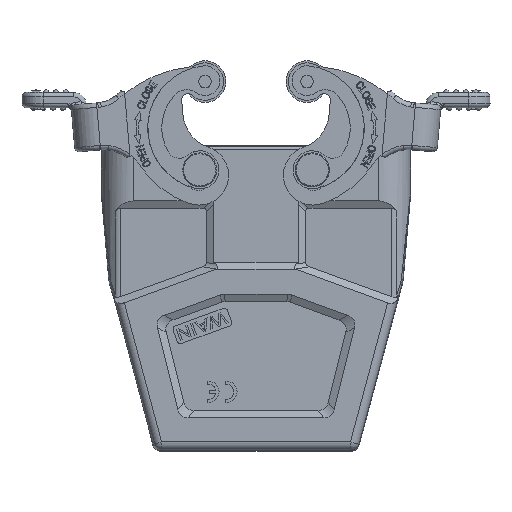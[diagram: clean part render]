
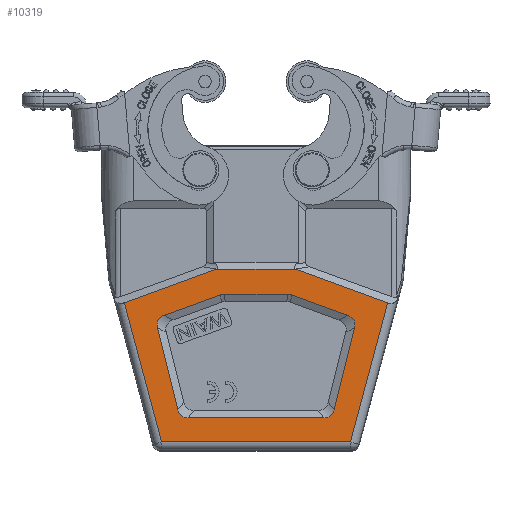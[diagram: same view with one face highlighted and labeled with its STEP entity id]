
A CAD part, front view. The second image highlights one B-rep face of the part: STEP entity #10319.
In plain terms, the highlighted planar face has unit normal (0, -1, 0).
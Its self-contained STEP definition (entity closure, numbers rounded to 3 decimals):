
#7404=ELLIPSE('',#33973,12.156,5.);
#7405=ELLIPSE('',#33976,12.156,5.);
#7406=ELLIPSE('',#33979,12.766,5.);
#7407=ELLIPSE('',#33982,10.116,5.);
#7408=ELLIPSE('',#33985,10.116,5.);
#7409=ELLIPSE('',#33988,12.766,5.);
#7969=FACE_BOUND('',#13949,.T.);
#7970=FACE_BOUND('',#13950,.T.);
#8769=PLANE('',#36291);
#10319=ADVANCED_FACE('',(#7969,#7970),#8769,.F.);
#13949=EDGE_LOOP('',(#22937,#22938,#22939,#22940,#22941,#22942,#22943,#22944,
#22945,#22946,#22947,#22948));
#13950=EDGE_LOOP('',(#22949,#22950,#22951,#22952,#22953,#22954));
#22937=ORIENTED_EDGE('',*,*,#25715,.T.);
#22938=ORIENTED_EDGE('',*,*,#25713,.F.);
#22939=ORIENTED_EDGE('',*,*,#25711,.T.);
#22940=ORIENTED_EDGE('',*,*,#25709,.T.);
#22941=ORIENTED_EDGE('',*,*,#25707,.T.);
#22942=ORIENTED_EDGE('',*,*,#25705,.F.);
#22943=ORIENTED_EDGE('',*,*,#25703,.T.);
#22944=ORIENTED_EDGE('',*,*,#25701,.T.);
#22945=ORIENTED_EDGE('',*,*,#25699,.T.);
#22946=ORIENTED_EDGE('',*,*,#25697,.T.);
#22947=ORIENTED_EDGE('',*,*,#25695,.F.);
#22948=ORIENTED_EDGE('',*,*,#25716,.T.);
#22949=ORIENTED_EDGE('',*,*,#29248,.T.);
#22950=ORIENTED_EDGE('',*,*,#29243,.F.);
#22951=ORIENTED_EDGE('',*,*,#29241,.F.);
#22952=ORIENTED_EDGE('',*,*,#29221,.T.);
#22953=ORIENTED_EDGE('',*,*,#29264,.F.);
#22954=ORIENTED_EDGE('',*,*,#29265,.F.);
#23162=VERTEX_POINT('',#43940);
#23163=VERTEX_POINT('',#43942);
#23164=VERTEX_POINT('',#43946);
#23165=VERTEX_POINT('',#43950);
#23166=VERTEX_POINT('',#43954);
#23167=VERTEX_POINT('',#43958);
#23168=VERTEX_POINT('',#43962);
#23169=VERTEX_POINT('',#43966);
#23170=VERTEX_POINT('',#43970);
#23171=VERTEX_POINT('',#43974);
#23172=VERTEX_POINT('',#43978);
#23173=VERTEX_POINT('',#43982);
#25466=VERTEX_POINT('',#57582);
#25467=VERTEX_POINT('',#57586);
#25477=VERTEX_POINT('',#57664);
#25478=VERTEX_POINT('',#57668);
#25479=VERTEX_POINT('',#57674);
#25487=VERTEX_POINT('',#57707);
#25695=EDGE_CURVE('',#23163,#23162,#7404,.T.);
#25697=EDGE_CURVE('',#23164,#23162,#29446,.T.);
#25699=EDGE_CURVE('',#23165,#23164,#7405,.T.);
#25701=EDGE_CURVE('',#23166,#23165,#29449,.T.);
#25703=EDGE_CURVE('',#23167,#23166,#7406,.T.);
#25705=EDGE_CURVE('',#23167,#23168,#29452,.T.);
#25707=EDGE_CURVE('',#23169,#23168,#7407,.T.);
#25709=EDGE_CURVE('',#23170,#23169,#29455,.T.);
#25711=EDGE_CURVE('',#23171,#23170,#7408,.T.);
#25713=EDGE_CURVE('',#23171,#23172,#29458,.T.);
#25715=EDGE_CURVE('',#23173,#23172,#7409,.T.);
#25716=EDGE_CURVE('',#23163,#23173,#29460,.T.);
#29221=EDGE_CURVE('',#25467,#25466,#31500,.T.);
#29241=EDGE_CURVE('',#25467,#25477,#31509,.T.);
#29243=EDGE_CURVE('',#25477,#25478,#31510,.T.);
#29248=EDGE_CURVE('',#25479,#25478,#31512,.T.);
#29264=EDGE_CURVE('',#25487,#25466,#31522,.T.);
#29265=EDGE_CURVE('',#25479,#25487,#31523,.T.);
#29446=LINE('',#43947,#31697);
#29449=LINE('',#43955,#31700);
#29452=LINE('',#43963,#31703);
#29455=LINE('',#43971,#31706);
#29458=LINE('',#43979,#31709);
#29460=LINE('',#43985,#31711);
#31500=LINE('',#57588,#33829);
#31509=LINE('',#57663,#33838);
#31510=LINE('',#57667,#33839);
#31512=LINE('',#57677,#33841);
#31522=LINE('',#57708,#33851);
#31523=LINE('',#57710,#33852);
#31697=VECTOR('',#36673,1.);
#31700=VECTOR('',#36682,1.);
#31703=VECTOR('',#36691,1.);
#31706=VECTOR('',#36700,1.);
#31709=VECTOR('',#36709,1.);
#31711=VECTOR('',#36717,1.);
#33829=VECTOR('',#43359,1.);
#33838=VECTOR('',#43402,1.);
#33839=VECTOR('',#43407,1.);
#33841=VECTOR('',#43419,1.);
#33851=VECTOR('',#43457,1.);
#33852=VECTOR('',#43460,1.);
#33973=AXIS2_PLACEMENT_3D('',#43943,#36668,#36669);
#33976=AXIS2_PLACEMENT_3D('',#43951,#36677,#36678);
#33979=AXIS2_PLACEMENT_3D('',#43959,#36686,#36687);
#33982=AXIS2_PLACEMENT_3D('',#43967,#36695,#36696);
#33985=AXIS2_PLACEMENT_3D('',#43975,#36704,#36705);
#33988=AXIS2_PLACEMENT_3D('',#43983,#36713,#36714);
#36291=AXIS2_PLACEMENT_3D('',#57712,#43463,#43464);
#36668=DIRECTION('',(0.,-1.,0.));
#36669=DIRECTION('',(-0.624,0.,-0.782));
#36673=DIRECTION('',(-1.,0.,0.));
#36677=DIRECTION('',(0.,1.,0.));
#36678=DIRECTION('',(0.624,0.,-0.782));
#36682=DIRECTION('',(-0.242,0.,-0.97));
#36686=DIRECTION('',(0.,1.,0.));
#36687=DIRECTION('',(-0.887,0.,-0.462));
#36691=DIRECTION('',(-0.94,0.,0.342));
#36695=DIRECTION('',(0.,1.,0.));
#36696=DIRECTION('',(0.174,0.,0.985));
#36700=DIRECTION('',(1.,0.,0.));
#36704=DIRECTION('',(0.,1.,0.));
#36705=DIRECTION('',(-0.174,0.,0.985));
#36709=DIRECTION('',(-0.94,0.,-0.342));
#36713=DIRECTION('',(0.,1.,0.));
#36714=DIRECTION('',(0.887,0.,-0.462));
#36717=DIRECTION('',(-0.242,0.,0.97));
#43359=DIRECTION('',(-1.,0.,0.));
#43402=DIRECTION('',(0.94,0.,-0.342));
#43407=DIRECTION('',(-0.259,0.,-0.966));
#43419=DIRECTION('',(1.,0.,0.));
#43457=DIRECTION('',(0.94,0.,0.342));
#43460=DIRECTION('',(-0.259,0.,0.966));
#43463=DIRECTION('',(0.,1.,0.));
#43464=DIRECTION('',(1.,0.,0.));
#43940=CARTESIAN_POINT('',(-15.977,-22.5,-64.151));
#43942=CARTESIAN_POINT('',(-18.398,-22.5,-62.277));
#43943=CARTESIAN_POINT('',(-9.991,-22.5,-54.151));
#43946=CARTESIAN_POINT('',(15.977,-22.5,-64.151));
#43947=CARTESIAN_POINT('',(15.977,-22.5,-64.151));
#43950=CARTESIAN_POINT('',(18.398,-22.5,-62.277));
#43951=CARTESIAN_POINT('',(9.991,-22.5,-54.151));
#43954=CARTESIAN_POINT('',(23.224,-22.5,-42.895));
#43955=CARTESIAN_POINT('',(23.224,-22.5,-42.895));
#43958=CARTESIAN_POINT('',(21.647,-22.5,-39.967));
#43959=CARTESIAN_POINT('',(11.769,-22.5,-47.013));
#43962=CARTESIAN_POINT('',(8.414,-22.5,-35.151));
#43963=CARTESIAN_POINT('',(21.647,-22.5,-39.967));
#43966=CARTESIAN_POINT('',(7.559,-22.5,-35.));
#43967=CARTESIAN_POINT('',(6.237,-22.5,-45.));
#43970=CARTESIAN_POINT('',(-7.559,-22.5,-35.));
#43971=CARTESIAN_POINT('',(-7.559,-22.5,-35.));
#43974=CARTESIAN_POINT('',(-8.414,-22.5,-35.151));
#43975=CARTESIAN_POINT('',(-6.237,-22.5,-45.));
#43978=CARTESIAN_POINT('',(-21.647,-22.5,-39.967));
#43979=CARTESIAN_POINT('',(-8.414,-22.5,-35.151));
#43982=CARTESIAN_POINT('',(-23.224,-22.5,-42.895));
#43983=CARTESIAN_POINT('',(-11.769,-22.5,-47.013));
#43985=CARTESIAN_POINT('',(-18.398,-22.5,-62.277));
#57582=CARTESIAN_POINT('',(-9.211,-22.499,-29.055));
#57586=CARTESIAN_POINT('',(9.211,-22.499,-29.055));
#57588=CARTESIAN_POINT('',(0.,-22.5,-29.057));
#57663=CARTESIAN_POINT('',(22.07,-22.5,-33.736));
#57664=CARTESIAN_POINT('',(31.065,-22.5,-37.01));
#57667=CARTESIAN_POINT('',(38.236,-22.5,-10.245));
#57668=CARTESIAN_POINT('',(22.273,-22.5,-69.821));
#57674=CARTESIAN_POINT('',(-22.273,-22.5,-69.821));
#57677=CARTESIAN_POINT('',(-22.273,-22.5,-69.821));
#57707=CARTESIAN_POINT('',(-31.065,-22.5,-37.01));
#57708=CARTESIAN_POINT('',(-22.07,-22.5,-33.736));
#57710=CARTESIAN_POINT('',(-66.131,-22.5,93.859));
#57712=CARTESIAN_POINT('',(0.,-22.5,0.));
